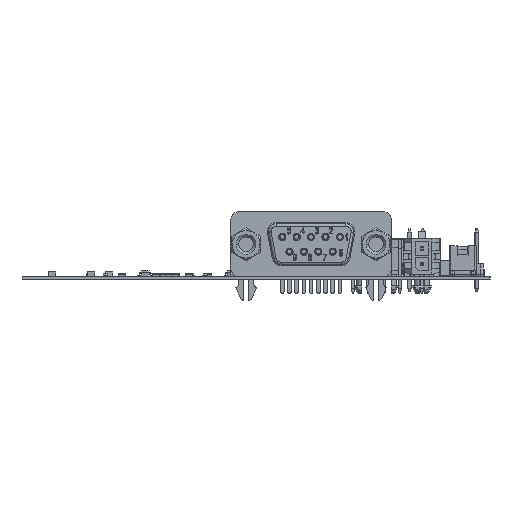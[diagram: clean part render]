
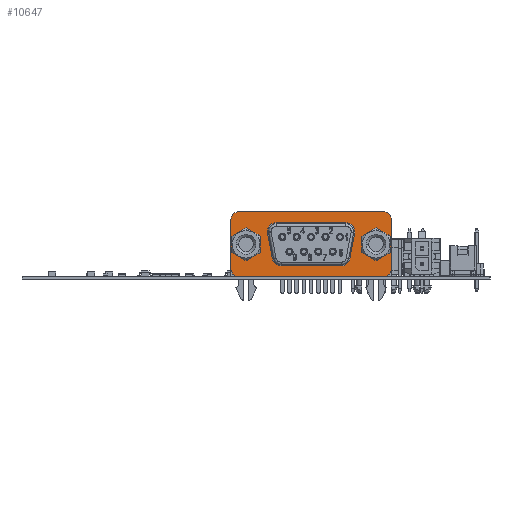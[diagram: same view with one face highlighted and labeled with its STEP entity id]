
A CAD part, left-side view. The second image highlights one B-rep face of the part: STEP entity #10647.
In plain terms, the highlighted face is planar.
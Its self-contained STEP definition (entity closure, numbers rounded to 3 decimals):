
#7799 = VERTEX_POINT('',#7800);
#7800 = CARTESIAN_POINT('',(-6.69,4.15,0.5));
#7819 = VERTEX_POINT('',#7820);
#7820 = CARTESIAN_POINT('',(-8.39,2.45,0.5));
#7827 = EDGE_CURVE('',#7819,#7799,#7828,.T.);
#7828 = CIRCLE('',#7829,1.7);
#7829 = AXIS2_PLACEMENT_3D('',#7830,#7831,#7832);
#7830 = CARTESIAN_POINT('',(-6.69,2.45,0.5));
#7831 = DIRECTION('',(0.,0.,-1.));
#7832 = DIRECTION('',(-1.,0.,0.));
#8297 = VERTEX_POINT('',#8298);
#8298 = CARTESIAN_POINT('',(-11.145,0.,0.5));
#8304 = EDGE_CURVE('',#8297,#8305,#8307,.T.);
#8305 = VERTEX_POINT('',#8306);
#8306 = CARTESIAN_POINT('',(-13.845,0.,0.5));
#8307 = CIRCLE('',#8308,1.35);
#8308 = AXIS2_PLACEMENT_3D('',#8309,#8310,#8311);
#8309 = CARTESIAN_POINT('',(-12.495,0.,0.5));
#8310 = DIRECTION('',(0.,0.,-1.));
#8311 = DIRECTION('',(-1.,0.,0.));
#8339 = VERTEX_POINT('',#8340);
#8340 = CARTESIAN_POINT('',(13.845,0.,0.5));
#8346 = EDGE_CURVE('',#8347,#8339,#8349,.T.);
#8347 = VERTEX_POINT('',#8348);
#8348 = CARTESIAN_POINT('',(11.145,0.,0.5));
#8349 = CIRCLE('',#8350,1.35);
#8350 = AXIS2_PLACEMENT_3D('',#8351,#8352,#8353);
#8351 = CARTESIAN_POINT('',(12.495,0.,0.5));
#8352 = DIRECTION('',(0.,0.,1.));
#8353 = DIRECTION('',(1.,0.,0.));
#10647 = ADVANCED_FACE('',(#10648,#10717,#10727,#10737),#10807,.F.);
#10648 = FACE_BOUND('',#10649,.T.);
#10649 = EDGE_LOOP('',(#10650,#10658,#10667,#10675,#10684,#10692,#10701,
    #10709,#10716));
#10650 = ORIENTED_EDGE('',*,*,#10651,.T.);
#10651 = EDGE_CURVE('',#7799,#10652,#10654,.T.);
#10652 = VERTEX_POINT('',#10653);
#10653 = CARTESIAN_POINT('',(6.69,4.15,0.5));
#10654 = LINE('',#10655,#10656);
#10655 = CARTESIAN_POINT('',(6.69,4.15,0.5));
#10656 = VECTOR('',#10657,1.);
#10657 = DIRECTION('',(1.,0.,0.));
#10658 = ORIENTED_EDGE('',*,*,#10659,.T.);
#10659 = EDGE_CURVE('',#10652,#10660,#10662,.T.);
#10660 = VERTEX_POINT('',#10661);
#10661 = CARTESIAN_POINT('',(8.362,2.138,0.5));
#10662 = CIRCLE('',#10663,1.7);
#10663 = AXIS2_PLACEMENT_3D('',#10664,#10665,#10666);
#10664 = CARTESIAN_POINT('',(6.69,2.45,0.5));
#10665 = DIRECTION('',(0.,0.,-1.));
#10666 = DIRECTION('',(-1.,0.,0.));
#10667 = ORIENTED_EDGE('',*,*,#10668,.T.);
#10668 = EDGE_CURVE('',#10660,#10669,#10671,.T.);
#10669 = VERTEX_POINT('',#10670);
#10670 = CARTESIAN_POINT('',(7.447,-2.762,0.5));
#10671 = LINE('',#10672,#10673);
#10672 = CARTESIAN_POINT('',(7.447,-2.762,0.5));
#10673 = VECTOR('',#10674,1.);
#10674 = DIRECTION('',(-0.184,-0.983,0.));
#10675 = ORIENTED_EDGE('',*,*,#10676,.T.);
#10676 = EDGE_CURVE('',#10669,#10677,#10679,.T.);
#10677 = VERTEX_POINT('',#10678);
#10678 = CARTESIAN_POINT('',(5.775,-4.15,0.5));
#10679 = CIRCLE('',#10680,1.7);
#10680 = AXIS2_PLACEMENT_3D('',#10681,#10682,#10683);
#10681 = CARTESIAN_POINT('',(5.775,-2.45,0.5));
#10682 = DIRECTION('',(0.,0.,-1.));
#10683 = DIRECTION('',(-1.,0.,0.));
#10684 = ORIENTED_EDGE('',*,*,#10685,.T.);
#10685 = EDGE_CURVE('',#10677,#10686,#10688,.T.);
#10686 = VERTEX_POINT('',#10687);
#10687 = CARTESIAN_POINT('',(-5.775,-4.15,0.5));
#10688 = LINE('',#10689,#10690);
#10689 = CARTESIAN_POINT('',(-5.775,-4.15,0.5));
#10690 = VECTOR('',#10691,1.);
#10691 = DIRECTION('',(-1.,0.,0.));
#10692 = ORIENTED_EDGE('',*,*,#10693,.T.);
#10693 = EDGE_CURVE('',#10686,#10694,#10696,.T.);
#10694 = VERTEX_POINT('',#10695);
#10695 = CARTESIAN_POINT('',(-7.447,-2.762,0.5));
#10696 = CIRCLE('',#10697,1.7);
#10697 = AXIS2_PLACEMENT_3D('',#10698,#10699,#10700);
#10698 = CARTESIAN_POINT('',(-5.775,-2.45,0.5));
#10699 = DIRECTION('',(0.,0.,-1.));
#10700 = DIRECTION('',(-1.,0.,0.));
#10701 = ORIENTED_EDGE('',*,*,#10702,.T.);
#10702 = EDGE_CURVE('',#10694,#10703,#10705,.T.);
#10703 = VERTEX_POINT('',#10704);
#10704 = CARTESIAN_POINT('',(-8.362,2.138,0.5));
#10705 = LINE('',#10706,#10707);
#10706 = CARTESIAN_POINT('',(-8.362,2.138,0.5));
#10707 = VECTOR('',#10708,1.);
#10708 = DIRECTION('',(-0.184,0.983,0.));
#10709 = ORIENTED_EDGE('',*,*,#10710,.T.);
#10710 = EDGE_CURVE('',#10703,#7819,#10711,.T.);
#10711 = CIRCLE('',#10712,1.7);
#10712 = AXIS2_PLACEMENT_3D('',#10713,#10714,#10715);
#10713 = CARTESIAN_POINT('',(-6.69,2.45,0.5));
#10714 = DIRECTION('',(0.,0.,-1.));
#10715 = DIRECTION('',(-1.,0.,0.));
#10716 = ORIENTED_EDGE('',*,*,#7827,.T.);
#10717 = FACE_BOUND('',#10718,.T.);
#10718 = EDGE_LOOP('',(#10719,#10720));
#10719 = ORIENTED_EDGE('',*,*,#8304,.T.);
#10720 = ORIENTED_EDGE('',*,*,#10721,.T.);
#10721 = EDGE_CURVE('',#8305,#8297,#10722,.T.);
#10722 = CIRCLE('',#10723,1.35);
#10723 = AXIS2_PLACEMENT_3D('',#10724,#10725,#10726);
#10724 = CARTESIAN_POINT('',(-12.495,0.,0.5));
#10725 = DIRECTION('',(0.,0.,-1.));
#10726 = DIRECTION('',(-1.,0.,0.));
#10727 = FACE_BOUND('',#10728,.T.);
#10728 = EDGE_LOOP('',(#10729,#10736));
#10729 = ORIENTED_EDGE('',*,*,#10730,.F.);
#10730 = EDGE_CURVE('',#8339,#8347,#10731,.T.);
#10731 = CIRCLE('',#10732,1.35);
#10732 = AXIS2_PLACEMENT_3D('',#10733,#10734,#10735);
#10733 = CARTESIAN_POINT('',(12.495,0.,0.5));
#10734 = DIRECTION('',(0.,0.,1.));
#10735 = DIRECTION('',(1.,0.,0.));
#10736 = ORIENTED_EDGE('',*,*,#8346,.F.);
#10737 = FACE_BOUND('',#10738,.T.);
#10738 = EDGE_LOOP('',(#10739,#10750,#10758,#10767,#10775,#10784,#10792,
    #10801));
#10739 = ORIENTED_EDGE('',*,*,#10740,.T.);
#10740 = EDGE_CURVE('',#10741,#10743,#10745,.T.);
#10741 = VERTEX_POINT('',#10742);
#10742 = CARTESIAN_POINT('',(-13.905,6.25,0.5));
#10743 = VERTEX_POINT('',#10744);
#10744 = CARTESIAN_POINT('',(-15.405,4.75,0.5));
#10745 = CIRCLE('',#10746,1.5);
#10746 = AXIS2_PLACEMENT_3D('',#10747,#10748,#10749);
#10747 = CARTESIAN_POINT('',(-13.905,4.75,0.5));
#10748 = DIRECTION('',(0.,0.,1.));
#10749 = DIRECTION('',(-1.,0.,0.));
#10750 = ORIENTED_EDGE('',*,*,#10751,.T.);
#10751 = EDGE_CURVE('',#10743,#10752,#10754,.T.);
#10752 = VERTEX_POINT('',#10753);
#10753 = CARTESIAN_POINT('',(-15.405,-4.75,0.5));
#10754 = LINE('',#10755,#10756);
#10755 = CARTESIAN_POINT('',(-15.405,-4.75,0.5));
#10756 = VECTOR('',#10757,1.);
#10757 = DIRECTION('',(0.,-1.,0.));
#10758 = ORIENTED_EDGE('',*,*,#10759,.T.);
#10759 = EDGE_CURVE('',#10752,#10760,#10762,.T.);
#10760 = VERTEX_POINT('',#10761);
#10761 = CARTESIAN_POINT('',(-13.905,-6.25,0.5));
#10762 = CIRCLE('',#10763,1.5);
#10763 = AXIS2_PLACEMENT_3D('',#10764,#10765,#10766);
#10764 = CARTESIAN_POINT('',(-13.905,-4.75,0.5));
#10765 = DIRECTION('',(0.,0.,1.));
#10766 = DIRECTION('',(-1.,0.,0.));
#10767 = ORIENTED_EDGE('',*,*,#10768,.T.);
#10768 = EDGE_CURVE('',#10760,#10769,#10771,.T.);
#10769 = VERTEX_POINT('',#10770);
#10770 = CARTESIAN_POINT('',(13.905,-6.25,0.5));
#10771 = LINE('',#10772,#10773);
#10772 = CARTESIAN_POINT('',(13.905,-6.25,0.5));
#10773 = VECTOR('',#10774,1.);
#10774 = DIRECTION('',(1.,0.,0.));
#10775 = ORIENTED_EDGE('',*,*,#10776,.T.);
#10776 = EDGE_CURVE('',#10769,#10777,#10779,.T.);
#10777 = VERTEX_POINT('',#10778);
#10778 = CARTESIAN_POINT('',(15.405,-4.75,0.5));
#10779 = CIRCLE('',#10780,1.5);
#10780 = AXIS2_PLACEMENT_3D('',#10781,#10782,#10783);
#10781 = CARTESIAN_POINT('',(13.905,-4.75,0.5));
#10782 = DIRECTION('',(0.,0.,1.));
#10783 = DIRECTION('',(-1.,0.,0.));
#10784 = ORIENTED_EDGE('',*,*,#10785,.T.);
#10785 = EDGE_CURVE('',#10777,#10786,#10788,.T.);
#10786 = VERTEX_POINT('',#10787);
#10787 = CARTESIAN_POINT('',(15.405,4.75,0.5));
#10788 = LINE('',#10789,#10790);
#10789 = CARTESIAN_POINT('',(15.405,4.75,0.5));
#10790 = VECTOR('',#10791,1.);
#10791 = DIRECTION('',(0.,1.,0.));
#10792 = ORIENTED_EDGE('',*,*,#10793,.T.);
#10793 = EDGE_CURVE('',#10786,#10794,#10796,.T.);
#10794 = VERTEX_POINT('',#10795);
#10795 = CARTESIAN_POINT('',(13.905,6.25,0.5));
#10796 = CIRCLE('',#10797,1.5);
#10797 = AXIS2_PLACEMENT_3D('',#10798,#10799,#10800);
#10798 = CARTESIAN_POINT('',(13.905,4.75,0.5));
#10799 = DIRECTION('',(0.,0.,1.));
#10800 = DIRECTION('',(-1.,0.,0.));
#10801 = ORIENTED_EDGE('',*,*,#10802,.T.);
#10802 = EDGE_CURVE('',#10794,#10741,#10803,.T.);
#10803 = LINE('',#10804,#10805);
#10804 = CARTESIAN_POINT('',(-13.905,6.25,0.5));
#10805 = VECTOR('',#10806,1.);
#10806 = DIRECTION('',(-1.,0.,0.));
#10807 = PLANE('',#10808);
#10808 = AXIS2_PLACEMENT_3D('',#10809,#10810,#10811);
#10809 = CARTESIAN_POINT('',(-13.905,4.75,0.5));
#10810 = DIRECTION('',(0.,0.,-1.));
#10811 = DIRECTION('',(-1.,0.,0.));
